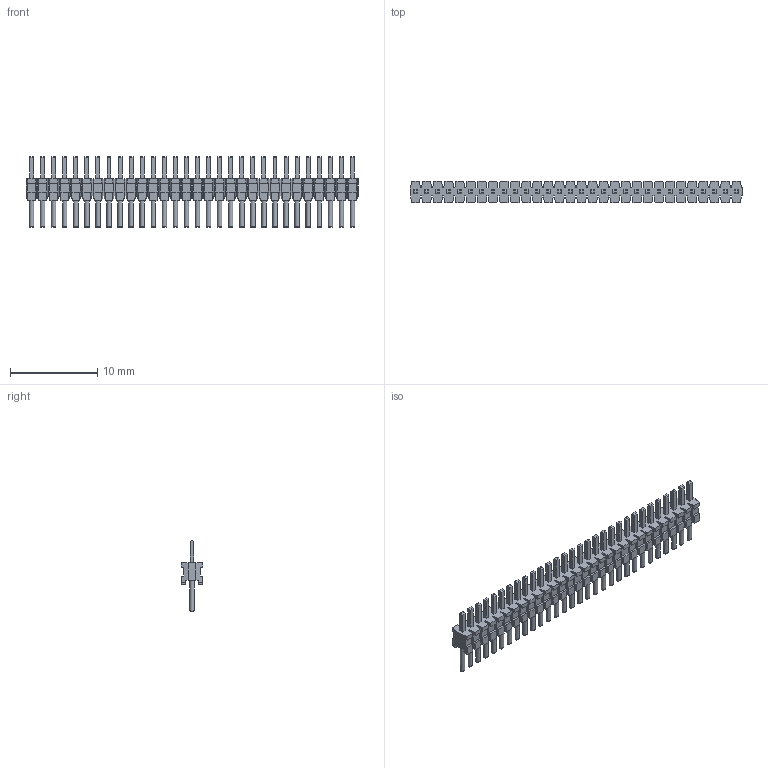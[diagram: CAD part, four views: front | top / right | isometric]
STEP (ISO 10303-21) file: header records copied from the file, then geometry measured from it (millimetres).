
FILE_DESCRIPTION(('FreeCAD Model'),'2;1');
FILE_NAME('Open CASCADE Shape Model','2025-01-08T14:03:38',(''),(''), 'Open CASCADE STEP processor 7.8','FreeCAD','Unknown');
FILE_SCHEMA(('AUTOMOTIVE_DESIGN { 1 0 10303 214 1 1 1 1 }'));
Length unit declared in the file: millimetre
Products named in the file (2): TMS-130-S_header; T-1M6-30-02-S
Bounding box: 38.1 x 2.44 x 8.13 mm (x, y, z)
Volume: 214.1 mm3; surface area: 1149.6 mm2
Topology: 2 solids, 2 shells, 1281 faces, 3740 edges, 2492 vertices
Faces by surface type: plane 1251, cylinder 30
Full cylindrical faces by diameter (mm): 0.508 x30
Entity records: 41796 total; most frequent: CARTESIAN_POINT 7544, ORIENTED_EDGE 7480, DIRECTION 6454, EDGE_CURVE 3740, LINE 3530, VECTOR 3530, VERTEX_POINT 2492, AXIS2_PLACEMENT_3D 1462
